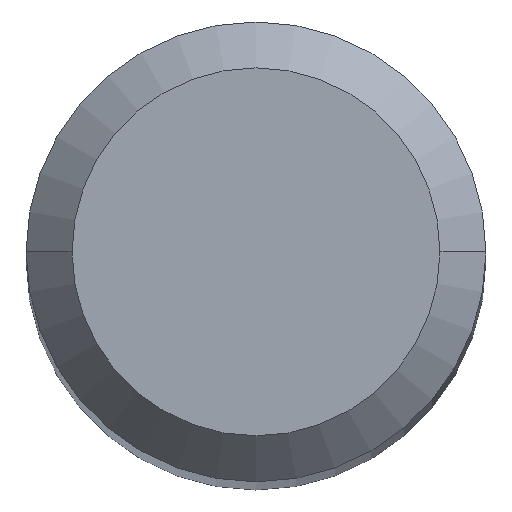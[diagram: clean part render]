
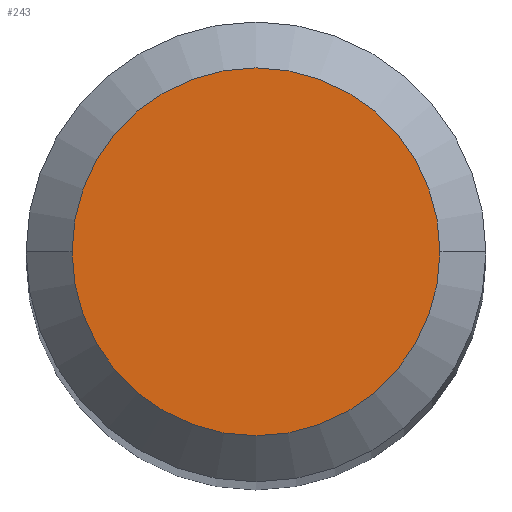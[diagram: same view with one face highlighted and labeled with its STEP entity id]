
A CAD part, top view. The second image highlights one B-rep face of the part: STEP entity #243.
In plain terms, the highlighted planar face has unit normal (0, 0, 1).
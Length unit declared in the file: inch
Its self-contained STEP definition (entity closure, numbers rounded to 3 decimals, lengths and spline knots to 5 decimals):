
#1 = DIRECTION ( 'NONE',  ( -1., 0., 0. ) ) ;
#5 = VERTEX_POINT ( 'NONE', #460 ) ;
#31 = PLANE ( 'NONE',  #246 ) ;
#34 = ORIENTED_EDGE ( 'NONE', *, *, #479, .T. ) ;
#81 = CIRCLE ( 'NONE', #139, 0.04724 ) ;
#117 = EDGE_CURVE ( 'NONE', #381, #5, #81, .T. ) ;
#123 = DIRECTION ( 'NONE',  ( 0., 0., 1. ) ) ;
#127 = DIRECTION ( 'NONE',  ( 0., 0., 1. ) ) ;
#139 = AXIS2_PLACEMENT_3D ( 'NONE', #324, #127, #281 ) ;
#144 = EDGE_LOOP ( 'NONE', ( #34, #456 ) ) ;
#145 = CIRCLE ( 'NONE', #294, 0.04724 ) ;
#158 = CARTESIAN_POINT ( 'NONE',  ( 0., 0., 0. ) ) ;
#243 = ADVANCED_FACE ( 'NONE', ( #263 ), #31, .F. ) ;
#246 = AXIS2_PLACEMENT_3D ( 'NONE', #305, #335, #1 ) ;
#263 = FACE_OUTER_BOUND ( 'NONE', #144, .T. ) ;
#281 = DIRECTION ( 'NONE',  ( 1., 0., 0. ) ) ;
#294 = AXIS2_PLACEMENT_3D ( 'NONE', #158, #123, #425 ) ;
#305 = CARTESIAN_POINT ( 'NONE',  ( 0., 0., 0. ) ) ;
#315 = CARTESIAN_POINT ( 'NONE',  ( 0.04724, 0., 0. ) ) ;
#324 = CARTESIAN_POINT ( 'NONE',  ( 0., 0., 0. ) ) ;
#335 = DIRECTION ( 'NONE',  ( 0., 0., -1. ) ) ;
#381 = VERTEX_POINT ( 'NONE', #315 ) ;
#425 = DIRECTION ( 'NONE',  ( 1., 0., 0. ) ) ;
#456 = ORIENTED_EDGE ( 'NONE', *, *, #117, .T. ) ;
#460 = CARTESIAN_POINT ( 'NONE',  ( -0.04724, 0., 0. ) ) ;
#479 = EDGE_CURVE ( 'NONE', #5, #381, #145, .T. ) ;
